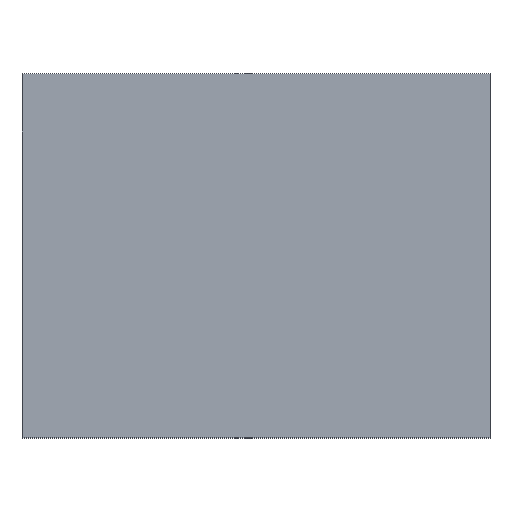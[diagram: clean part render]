
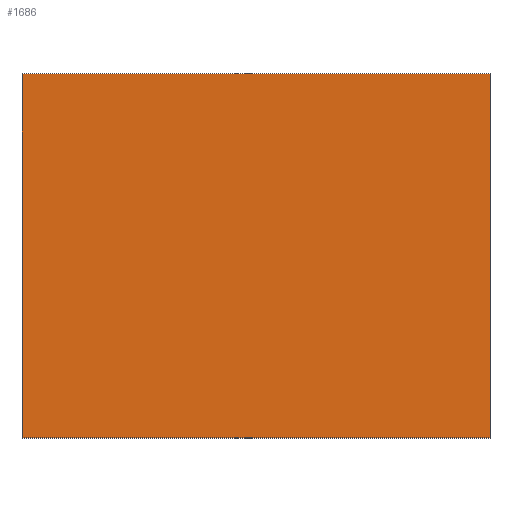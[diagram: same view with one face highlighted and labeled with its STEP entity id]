
A CAD part, top view. The second image highlights one B-rep face of the part: STEP entity #1686.
In plain terms, the highlighted planar face has unit normal (0, 0, 1).
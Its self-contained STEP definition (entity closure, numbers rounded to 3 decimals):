
#99=LINE('',#37430,#173);
#101=LINE('',#37434,#175);
#102=LINE('',#37436,#176);
#103=LINE('',#37437,#177);
#173=VECTOR('',#1994,10.);
#175=VECTOR('',#1998,10.);
#176=VECTOR('',#1999,10.);
#177=VECTOR('',#2000,10.);
#249=PLANE('',#1779);
#354=FACE_OUTER_BOUND('',#465,.T.);
#465=EDGE_LOOP('',(#1500,#1501,#1502,#1503));
#755=VERTEX_POINT('',#37427);
#756=VERTEX_POINT('',#37429);
#757=VERTEX_POINT('',#37433);
#758=VERTEX_POINT('',#37435);
#1004=EDGE_CURVE('',#755,#756,#99,.T.);
#1006=EDGE_CURVE('',#757,#755,#101,.T.);
#1007=EDGE_CURVE('',#758,#757,#102,.T.);
#1008=EDGE_CURVE('',#756,#758,#103,.T.);
#1500=ORIENTED_EDGE('',*,*,#1004,.F.);
#1501=ORIENTED_EDGE('',*,*,#1006,.F.);
#1502=ORIENTED_EDGE('',*,*,#1007,.F.);
#1503=ORIENTED_EDGE('',*,*,#1008,.F.);
#1686=ADVANCED_FACE('',(#354),#249,.T.);
#1779=AXIS2_PLACEMENT_3D('',#37432,#1996,#1997);
#1994=DIRECTION('',(0.,1.,0.));
#1996=DIRECTION('center_axis',(0.,0.,1.));
#1997=DIRECTION('ref_axis',(1.,0.,0.));
#1998=DIRECTION('',(-1.,0.,0.));
#1999=DIRECTION('',(0.,-1.,0.));
#2000=DIRECTION('',(1.,0.,0.));
#37427=CARTESIAN_POINT('',(-8.,-7.,4.));
#37429=CARTESIAN_POINT('',(-8.,7.,4.));
#37430=CARTESIAN_POINT('',(-8.,-7.,4.));
#37432=CARTESIAN_POINT('Origin',(-8.,0.,4.));
#37433=CARTESIAN_POINT('',(10.,-7.,4.));
#37434=CARTESIAN_POINT('',(10.,-7.,4.));
#37435=CARTESIAN_POINT('',(10.,7.,4.));
#37436=CARTESIAN_POINT('',(10.,7.,4.));
#37437=CARTESIAN_POINT('',(-8.,7.,4.));
